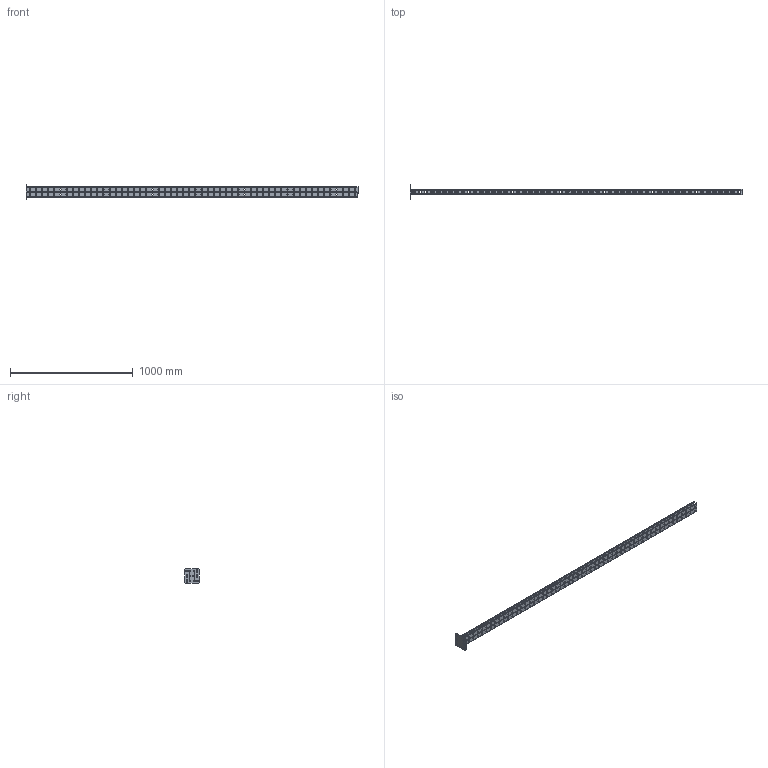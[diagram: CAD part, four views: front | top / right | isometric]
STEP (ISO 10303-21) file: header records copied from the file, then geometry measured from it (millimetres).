
FILE_DESCRIPTION (( 'STEP AP203' ), '1' );
FILE_NAME ('Êðîíøòåéí ïîòîëî÷íûé äâîéíîé_h41-2700.step', '2022-01-27T08:08:01', ( '' ), ( '' ), 'SwSTEP 2.0', 'SolidWorks 2017', '' );
FILE_SCHEMA (( 'CONFIG_CONTROL_DESIGN' ));
Length unit declared in the file: millimetre
Products named in the file (3): STRUT-镳铘桦黖h41-2700; Êðîíøòåéí ïîòîëî÷íûé äâîéíîé_h41-2700; Ïÿòêà ïîòîëî÷êàÿ
Assembly tree (3 placements, depth 2):
  Êðîíøòåéí ïîòîëî÷íûé äâîéíîé_h41-2700
    Ïÿòêà ïîòîëî÷êàÿ
    STRUT-镳铘桦黖h41-2700  x2
Bounding box: 2706 x 120 x 120 mm (x, y, z)
Volume: 1734170.9 mm3; surface area: 1450284.2 mm2
Topology: 3 solids, 3 shells, 4582 faces, 13726 edges, 9150 vertices
Faces by surface type: plane 3904, cylinder 678
Entity records: 77805 total; most frequent: CARTESIAN_POINT 13838, ORIENTED_EDGE 13828, DIRECTION 12240, EDGE_CURVE 6914, LINE 6218, VECTOR 6218, VERTEX_POINT 4609, AXIS2_PLACEMENT_3D 3011
